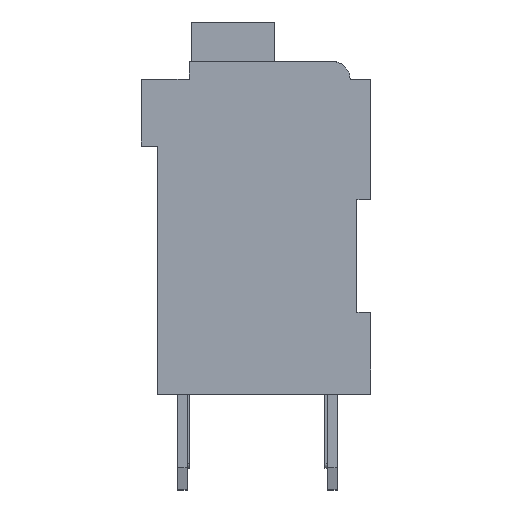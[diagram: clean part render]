
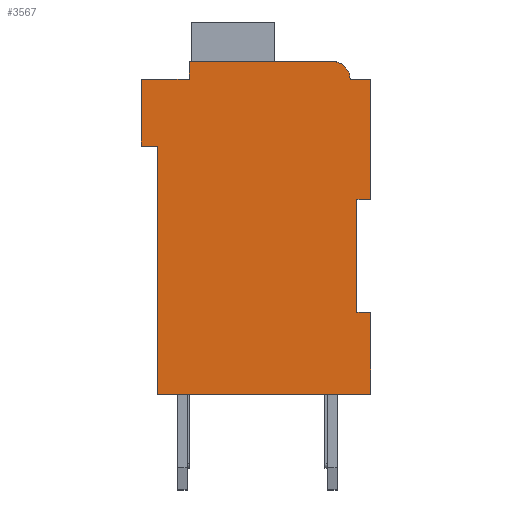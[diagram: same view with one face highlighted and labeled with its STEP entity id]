
A CAD part, top view. The second image highlights one B-rep face of the part: STEP entity #3567.
In plain terms, the highlighted planar face has unit normal (0, 0, 1).
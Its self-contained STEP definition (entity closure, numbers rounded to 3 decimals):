
#720=DIRECTION('',(1.,0.,0.));
#721=VECTOR('',#720,0.5);
#722=CARTESIAN_POINT('',(7.3,7.15,2.1));
#723=LINE('',#722,#721);
#724=DIRECTION('',(0.,1.,0.));
#725=VECTOR('',#724,4.15);
#726=CARTESIAN_POINT('',(7.3,3.,2.1));
#727=LINE('',#726,#725);
#728=DIRECTION('',(-1.,0.,0.));
#729=VECTOR('',#728,0.5);
#730=CARTESIAN_POINT('',(7.8,3.,2.1));
#731=LINE('',#730,#729);
#732=DIRECTION('',(0.,1.,0.));
#733=VECTOR('',#732,3.);
#734=CARTESIAN_POINT('',(7.8,0.,2.1));
#735=LINE('',#734,#733);
#736=DIRECTION('',(1.,0.,0.));
#737=VECTOR('',#736,7.8);
#738=CARTESIAN_POINT('',(0.,0.,2.1));
#739=LINE('',#738,#737);
#740=DIRECTION('',(0.,-1.,0.));
#741=VECTOR('',#740,9.1);
#742=CARTESIAN_POINT('',(0.,9.1,2.1));
#743=LINE('',#742,#741);
#744=DIRECTION('',(1.,0.,0.));
#745=VECTOR('',#744,0.6);
#746=CARTESIAN_POINT('',(-0.6,9.1,2.1));
#747=LINE('',#746,#745);
#748=DIRECTION('',(0.,-1.,0.));
#749=VECTOR('',#748,2.45);
#750=CARTESIAN_POINT('',(-0.6,11.55,2.1));
#751=LINE('',#750,#749);
#752=DIRECTION('',(-1.,0.,0.));
#753=VECTOR('',#752,1.75);
#754=CARTESIAN_POINT('',(1.15,11.55,2.1));
#755=LINE('',#754,#753);
#756=DIRECTION('',(0.,-1.,0.));
#757=VECTOR('',#756,0.65);
#758=CARTESIAN_POINT('',(1.15,12.2,2.1));
#759=LINE('',#758,#757);
#760=DIRECTION('',(-1.,0.,0.));
#761=VECTOR('',#760,5.25);
#762=CARTESIAN_POINT('',(6.4,12.2,2.1));
#763=LINE('',#762,#761);
#764=CARTESIAN_POINT('',(6.4,11.55,2.1));
#765=DIRECTION('',(0.,0.,1.));
#766=DIRECTION('',(1.,0.,0.));
#767=AXIS2_PLACEMENT_3D('',#764,#765,#766);
#769=DIRECTION('',(-1.,0.,0.));
#770=VECTOR('',#769,0.75);
#771=CARTESIAN_POINT('',(7.8,11.55,2.1));
#772=LINE('',#771,#770);
#773=DIRECTION('',(0.,1.,0.));
#774=VECTOR('',#773,4.4);
#775=CARTESIAN_POINT('',(7.8,7.15,2.1));
#776=LINE('',#775,#774);
#2055=CARTESIAN_POINT('',(7.3,7.15,2.1));
#2056=CARTESIAN_POINT('',(7.8,7.15,2.1));
#2057=VERTEX_POINT('',#2055);
#2058=VERTEX_POINT('',#2056);
#2059=CARTESIAN_POINT('',(7.8,11.55,2.1));
#2060=VERTEX_POINT('',#2059);
#2061=CARTESIAN_POINT('',(7.05,11.55,2.1));
#2062=VERTEX_POINT('',#2061);
#2063=CARTESIAN_POINT('',(6.4,12.2,2.1));
#2064=VERTEX_POINT('',#2063);
#2065=CARTESIAN_POINT('',(1.15,12.2,2.1));
#2066=VERTEX_POINT('',#2065);
#2067=CARTESIAN_POINT('',(1.15,11.55,2.1));
#2068=VERTEX_POINT('',#2067);
#2069=CARTESIAN_POINT('',(-0.6,11.55,2.1));
#2070=VERTEX_POINT('',#2069);
#2071=CARTESIAN_POINT('',(-0.6,9.1,2.1));
#2072=VERTEX_POINT('',#2071);
#2073=CARTESIAN_POINT('',(0.,9.1,2.1));
#2074=VERTEX_POINT('',#2073);
#2075=CARTESIAN_POINT('',(0.,0.,2.1));
#2076=VERTEX_POINT('',#2075);
#2077=CARTESIAN_POINT('',(7.8,0.,2.1));
#2078=VERTEX_POINT('',#2077);
#2079=CARTESIAN_POINT('',(7.8,3.,2.1));
#2080=VERTEX_POINT('',#2079);
#2081=CARTESIAN_POINT('',(7.3,3.,2.1));
#2082=VERTEX_POINT('',#2081);
#3543=CARTESIAN_POINT('',(0.,0.,2.1));
#3544=DIRECTION('',(0.,0.,1.));
#3545=DIRECTION('',(1.,0.,0.));
#3546=AXIS2_PLACEMENT_3D('',#3543,#3544,#3545);
#3547=PLANE('',#3546);
#3548=ORIENTED_EDGE('',*,*,#2704,.F.);
#3549=ORIENTED_EDGE('',*,*,#2853,.F.);
#3551=ORIENTED_EDGE('',*,*,#3550,.F.);
#3553=ORIENTED_EDGE('',*,*,#3552,.F.);
#3555=ORIENTED_EDGE('',*,*,#3554,.F.);
#3556=ORIENTED_EDGE('',*,*,#2910,.F.);
#3557=ORIENTED_EDGE('',*,*,#2950,.F.);
#3558=ORIENTED_EDGE('',*,*,#3014,.F.);
#3559=ORIENTED_EDGE('',*,*,#3083,.F.);
#3560=ORIENTED_EDGE('',*,*,#3152,.F.);
#3561=ORIENTED_EDGE('',*,*,#3300,.F.);
#3562=ORIENTED_EDGE('',*,*,#3485,.F.);
#3563=ORIENTED_EDGE('',*,*,#3445,.F.);
#3564=ORIENTED_EDGE('',*,*,#2789,.F.);
#3565=EDGE_LOOP('',(#3548,#3549,#3551,#3553,#3555,#3556,#3557,#3558,#3559,#3560,
#3561,#3562,#3563,#3564));
#3566=FACE_OUTER_BOUND('',#3565,.F.);
#768=CIRCLE('',#767,0.65);
#2704=EDGE_CURVE('',#2057,#2058,#723,.T.);
#2789=EDGE_CURVE('',#2058,#2060,#776,.T.);
#2853=EDGE_CURVE('',#2082,#2057,#727,.T.);
#2910=EDGE_CURVE('',#2074,#2076,#743,.T.);
#2950=EDGE_CURVE('',#2072,#2074,#747,.T.);
#3014=EDGE_CURVE('',#2070,#2072,#751,.T.);
#3083=EDGE_CURVE('',#2068,#2070,#755,.T.);
#3152=EDGE_CURVE('',#2066,#2068,#759,.T.);
#3300=EDGE_CURVE('',#2064,#2066,#763,.T.);
#3445=EDGE_CURVE('',#2060,#2062,#772,.T.);
#3485=EDGE_CURVE('',#2062,#2064,#768,.T.);
#3550=EDGE_CURVE('',#2080,#2082,#731,.T.);
#3552=EDGE_CURVE('',#2078,#2080,#735,.T.);
#3554=EDGE_CURVE('',#2076,#2078,#739,.T.);
#3567=ADVANCED_FACE('',(#3566),#3547,.T.);
